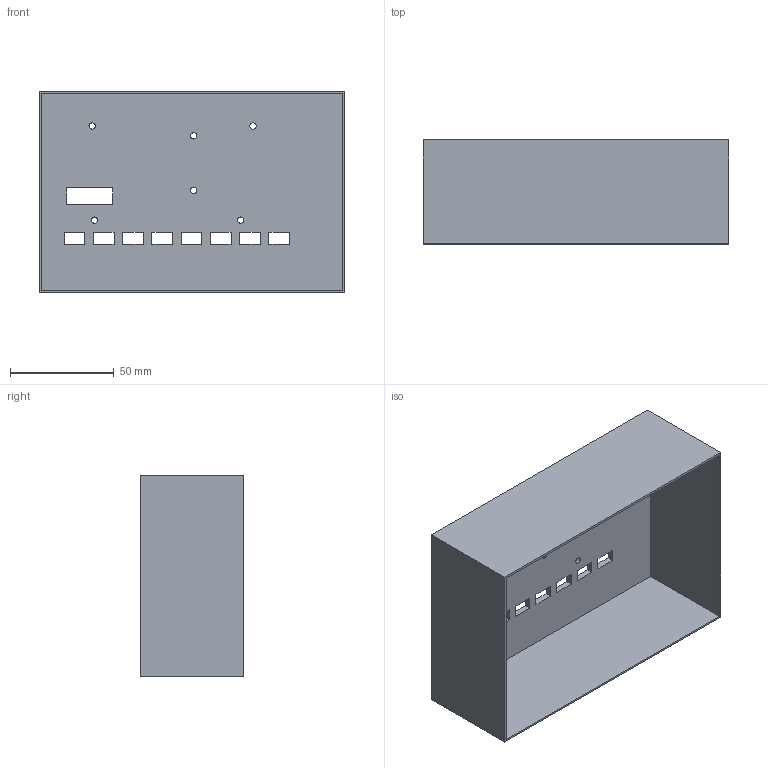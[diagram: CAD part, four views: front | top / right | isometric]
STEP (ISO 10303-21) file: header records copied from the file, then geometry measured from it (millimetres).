
FILE_DESCRIPTION(/* description */ (''),/* implementation_level */ '2;1');
FILE_NAME(/* name */ 'Empty Enclosure.step',/* time_stamp */ '2017-11-28T22:58:03-08:00',/* author */ ('eluFPQFM'),/* organization */ (''),/* preprocessor_version */ 'ST-DEVELOPER v16.13',/* originating_system */ 'Autodesk Translation Framework v6.5.0.72',/* authorisation */ '');
FILE_SCHEMA (('AUTOMOTIVE_DESIGN { 1 0 10303 214 3 1 1 }'));
Length unit declared in the file: millimetre
Products named in the file (1): Initial Sketch
Bounding box: 147 x 50 x 97 mm (x, y, z)
Volume: 63451 mm3; surface area: 75206.7 mm2
Topology: 1 solids, 1 shells, 53 faces, 150 edges, 100 vertices
Faces by surface type: plane 47, cylinder 6
Full cylindrical faces by diameter (mm): 3 x6
Entity records: 1789 total; most frequent: CARTESIAN_POINT 304, ORIENTED_EDGE 300, DIRECTION 270, EDGE_CURVE 150, LINE 138, VECTOR 138, VERTEX_POINT 100, EDGE_LOOP 84
